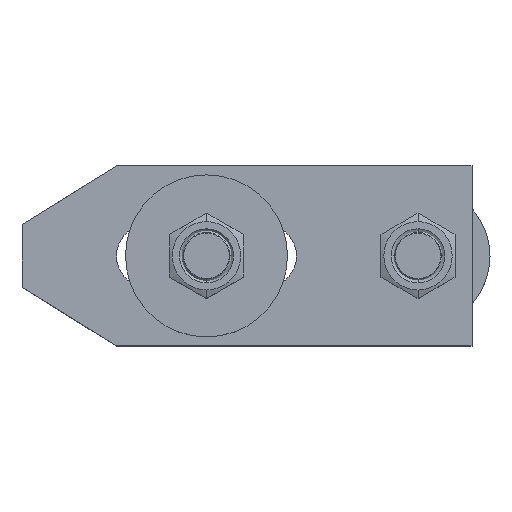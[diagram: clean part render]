
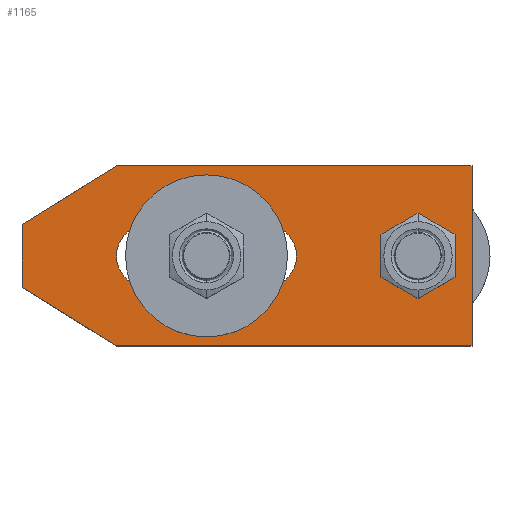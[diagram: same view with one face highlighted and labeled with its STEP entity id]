
A CAD part, top view. The second image highlights one B-rep face of the part: STEP entity #1165.
In plain terms, the highlighted planar face has unit normal (0, 0, 1).
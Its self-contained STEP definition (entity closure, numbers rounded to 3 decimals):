
#669=VERTEX_POINT('',#1791);
#691=VERTEX_POINT('',#1815);
#707=EDGE_CURVE('',#811,#809,#1834,.T.);
#773=EDGE_CURVE('',#1037,#811,#1911,.T.);
#809=VERTEX_POINT('',#1951);
#811=VERTEX_POINT('',#1953);
#833=EDGE_CURVE('',#1653,#691,#1977,.T.);
#851=EDGE_CURVE('',#1383,#1605,#1995,.T.);
#971=EDGE_CURVE('',#669,#1653,#2128,.T.);
#977=EDGE_CURVE('',#691,#1093,#2134,.T.);
#1037=VERTEX_POINT('',#2197);
#1053=EDGE_CURVE('',#809,#1077,#2213,.T.);
#1077=VERTEX_POINT('',#2241);
#1093=VERTEX_POINT('',#2258);
#1165=ADVANCED_FACE('',(#2336,#2337,#2338),#2339,.T.);
#1293=EDGE_CURVE('',#1655,#1421,#2481,.T.);
#1305=EDGE_CURVE('',#1605,#1037,#2494,.T.);
#1377=EDGE_CURVE('',#1077,#1383,#2572,.T.);
#1383=VERTEX_POINT('',#2579);
#1405=EDGE_CURVE('',#1093,#669,#2602,.T.);
#1421=VERTEX_POINT('',#2621);
#1605=VERTEX_POINT('',#2826);
#1621=EDGE_CURVE('',#1421,#1655,#2843,.T.);
#1653=VERTEX_POINT('',#2880);
#1655=VERTEX_POINT('',#2882);
#1791=CARTESIAN_POINT('',(54.0,7.0,20.0));
#1815=CARTESIAN_POINT('',(28.0,-7.0,20.0));
#1834=LINE('',#3119,#3120);
#1911=LINE('',#3222,#3223);
#1951=CARTESIAN_POINT('',(100.0,-20.0,20.0));
#1953=CARTESIAN_POINT('',(100.0,20.0,20.0));
#1977=LINE('',#3325,#3326);
#1995=LINE('',#3351,#3352);
#2128=CIRCLE('',#3562,7.0);
#2134=CIRCLE('',#3569,7.0);
#2197=CARTESIAN_POINT('',(21.0,20.0,20.0));
#2213=LINE('',#3699,#3700);
#2241=CARTESIAN_POINT('',(21.0,-20.0,20.0));
#2258=CARTESIAN_POINT('',(28.0,7.0,20.0));
#2336=FACE_BOUND('',#3882,.T.);
#2337=FACE_BOUND('',#3883,.T.);
#2338=FACE_OUTER_BOUND('',#3884,.T.);
#2339=PLANE('',#3885);
#2481=CIRCLE('',#4101,6.0);
#2494=LINE('',#4120,#4121);
#2572=LINE('',#4262,#4263);
#2579=CARTESIAN_POINT('',(0.0,-7.,20.0));
#2602=LINE('',#4314,#4315);
#2621=CARTESIAN_POINT('',(94.0,0.,20.0));
#2826=CARTESIAN_POINT('',(0.0,7.,20.0));
#2843=CIRCLE('',#4659,6.0);
#2880=CARTESIAN_POINT('',(54.0,-7.0,20.0));
#2882=CARTESIAN_POINT('',(82.0,0.,20.0));
#3119=CARTESIAN_POINT('',(100.0,-20.0,20.0));
#3120=VECTOR('',#4924,1.0);
#3222=CARTESIAN_POINT('',(100.0,20.0,20.0));
#3223=VECTOR('',#5029,1.0);
#3325=CARTESIAN_POINT('',(53.928,-7.0,20.0));
#3326=VECTOR('',#5098,1.0);
#3351=CARTESIAN_POINT('',(0.0,7.,20.0));
#3352=VECTOR('',#5107,1.0);
#3562=AXIS2_PLACEMENT_3D('',#5250,#5251,#5252);
#3569=AXIS2_PLACEMENT_3D('',#5253,#5254,#5255);
#3699=CARTESIAN_POINT('',(21.0,-20.0,20.0));
#3700=VECTOR('',#5305,1.0);
#3882=EDGE_LOOP('',(#5446,#5447));
#3883=EDGE_LOOP('',(#5448,#5449,#5450,#5451));
#3884=EDGE_LOOP('',(#5452,#5453,#5454,#5455,#5456,#5457));
#3885=AXIS2_PLACEMENT_3D('',#5458,#5459,#5460);
#4101=AXIS2_PLACEMENT_3D('',#5612,#5613,#5614);
#4120=CARTESIAN_POINT('',(21.0,20.0,20.0));
#4121=VECTOR('',#5628,1.0);
#4262=CARTESIAN_POINT('',(0.0,-7.,20.0));
#4263=VECTOR('',#5701,1.0);
#4314=CARTESIAN_POINT('',(40.928,7.0,20.0));
#4315=VECTOR('',#5730,1.0);
#4659=AXIS2_PLACEMENT_3D('',#6012,#6013,#6014);
#4924=DIRECTION('',(0.0,-1.0,0.0));
#5029=DIRECTION('',(1.0,0.0,0.0));
#5098=DIRECTION('',(-1.0,0.0,0.0));
#5107=DIRECTION('',(0.0,1.0,0.0));
#5250=CARTESIAN_POINT('',(54.0,0.0,20.0));
#5251=DIRECTION('',(0.0,0.0,-1.0));
#5252=DIRECTION('',(0.0,1.0,0.0));
#5253=CARTESIAN_POINT('',(28.0,0.0,20.0));
#5254=DIRECTION('',(0.0,0.0,-1.0));
#5255=DIRECTION('',(0.0,-1.0,0.0));
#5305=DIRECTION('',(-1.0,0.0,0.0));
#5446=ORIENTED_EDGE('',*,*,#1293,.T.);
#5447=ORIENTED_EDGE('',*,*,#1621,.T.);
#5448=ORIENTED_EDGE('',*,*,#977,.T.);
#5449=ORIENTED_EDGE('',*,*,#1405,.T.);
#5450=ORIENTED_EDGE('',*,*,#971,.T.);
#5451=ORIENTED_EDGE('',*,*,#833,.T.);
#5452=ORIENTED_EDGE('',*,*,#1053,.F.);
#5453=ORIENTED_EDGE('',*,*,#707,.F.);
#5454=ORIENTED_EDGE('',*,*,#773,.F.);
#5455=ORIENTED_EDGE('',*,*,#1305,.F.);
#5456=ORIENTED_EDGE('',*,*,#851,.F.);
#5457=ORIENTED_EDGE('',*,*,#1377,.F.);
#5458=CARTESIAN_POINT('',(53.856,0.,20.0));
#5459=DIRECTION('',(0.0,0.0,1.0));
#5460=DIRECTION('',(1.0,0.0,0.0));
#5612=CARTESIAN_POINT('',(88.0,0.0,20.0));
#5613=DIRECTION('',(0.0,0.0,-1.0));
#5614=DIRECTION('',(-1.0,0.,0.0));
#5628=DIRECTION('',(0.85,0.526,0.0));
#5701=DIRECTION('',(-0.85,0.526,0.0));
#5730=DIRECTION('',(1.0,0.0,0.0));
#6012=CARTESIAN_POINT('',(88.0,0.0,20.0));
#6013=DIRECTION('',(0.0,0.0,-1.0));
#6014=DIRECTION('',(-1.0,0.,0.0));
